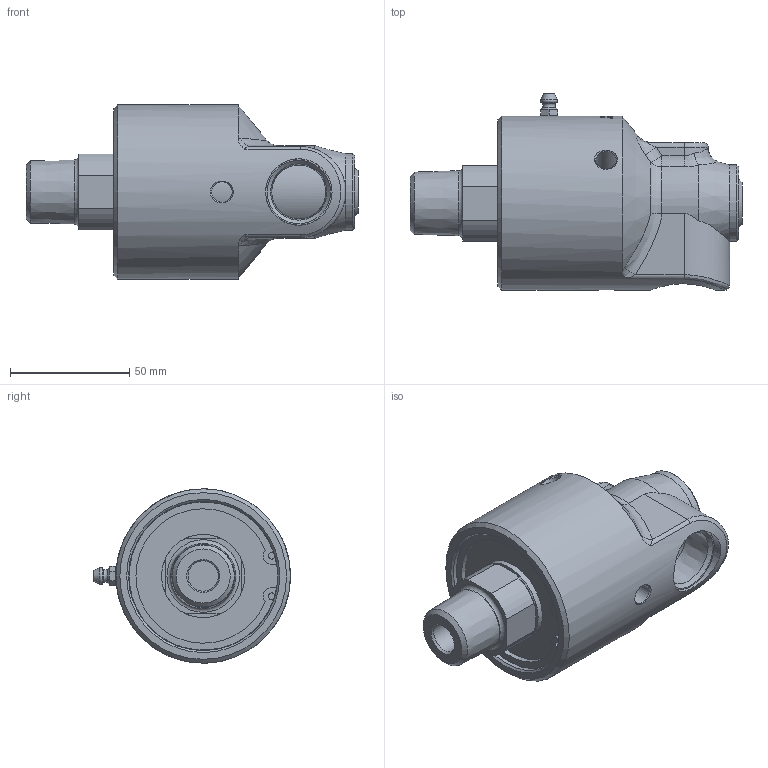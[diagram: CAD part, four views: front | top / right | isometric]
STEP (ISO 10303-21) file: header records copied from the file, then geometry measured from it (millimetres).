
FILE_DESCRIPTION(/* description */ (''),/* implementation_level */ '2;1');
FILE_NAME(/* name */ '255-052-255-IC.stp',/* time_stamp */ '2020-05-19T13:48:28-05:00',/* author */ ('GALINDOLM'),/* organization */ (''),/* preprocessor_version */ 'ST-DEVELOPER v18',/* originating_system */ 'Autodesk Inventor 2020',/* authorisation */ '');
FILE_SCHEMA (('AUTOMOTIVE_DESIGN { 1 0 10303 214 3 1 1 }'));
Products named in the file (1): 255-052-255-IC
Bounding box: 139 x 82.38 x 73 mm (x, y, z)
Volume: 316724.7 mm3; surface area: 36726.2 mm2
Topology: 1 solids, 3 shells, 452 faces, 1201 edges, 795 vertices
Faces by surface type: bspline 210, plane 131, cylinder 68, cone 35, torus 6, sphere 2
Full cylindrical faces by diameter (mm): 2.794 x2, 5.359 x1, 6.325 x1, 8.6 x3, 12.7 x1, 22.631 x1, 27.184 x1, 27.8 x1, 29.85 x1, 30.2 x1, 32 x1, 34.8 x1, 62.5 x1, 73 x1
Entity records: 54703 total; most frequent: CARTESIAN_POINT 44196, ORIENTED_EDGE 2402, DIRECTION 1707, EDGE_CURVE 1201, VERTEX_POINT 795, AXIS2_PLACEMENT_3D 635, EDGE_LOOP 494, FACE_OUTER_BOUND 452
